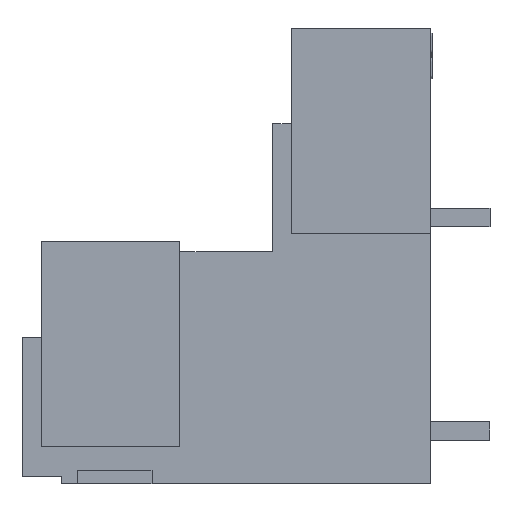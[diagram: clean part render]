
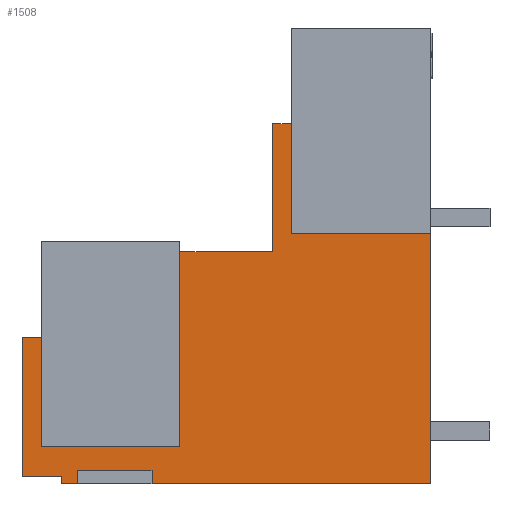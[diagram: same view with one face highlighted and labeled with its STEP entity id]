
A CAD part, left-side view. The second image highlights one B-rep face of the part: STEP entity #1508.
In plain terms, the highlighted planar face has unit normal (-1, 0, 0).
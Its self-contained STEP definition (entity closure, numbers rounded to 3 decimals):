
#1390=AXIS2_PLACEMENT_3D('Plane Axis2P3D',#1387,#1388,#1389) ;
#124=CARTESIAN_POINT('Vertex',(3.45,16.7,12.5)) ;
#127=CARTESIAN_POINT('Line Origine',(3.45,14.2,12.5)) ;
#131=CARTESIAN_POINT('Vertex',(3.45,11.7,12.5)) ;
#447=CARTESIAN_POINT('Line Origine',(3.45,24.175,4.95)) ;
#451=CARTESIAN_POINT('Vertex',(3.45,24.175,7.9)) ;
#453=CARTESIAN_POINT('Vertex',(3.45,24.175,2.)) ;
#1050=CARTESIAN_POINT('Line Origine',(3.45,20.438,2.)) ;
#1054=CARTESIAN_POINT('Vertex',(3.45,16.7,2.)) ;
#1126=CARTESIAN_POINT('Line Origine',(3.45,16.7,7.25)) ;
#1387=CARTESIAN_POINT('Axis2P3D Location',(3.45,3.2,0.4)) ;
#1392=CARTESIAN_POINT('Line Origine',(3.45,10.7,0.)) ;
#1396=CARTESIAN_POINT('Vertex',(3.45,18.2,0.)) ;
#1398=CARTESIAN_POINT('Vertex',(3.45,3.2,0.)) ;
#1401=CARTESIAN_POINT('Line Origine',(3.45,3.2,6.75)) ;
#1405=CARTESIAN_POINT('Vertex',(3.45,3.2,13.5)) ;
#1408=CARTESIAN_POINT('Line Origine',(3.45,6.95,13.5)) ;
#1412=CARTESIAN_POINT('Vertex',(3.45,10.7,13.5)) ;
#1415=CARTESIAN_POINT('Line Origine',(3.45,10.7,16.45)) ;
#1419=CARTESIAN_POINT('Vertex',(3.45,10.7,19.4)) ;
#1422=CARTESIAN_POINT('Line Origine',(3.45,11.2,19.4)) ;
#1426=CARTESIAN_POINT('Vertex',(3.45,11.7,19.4)) ;
#1429=CARTESIAN_POINT('Line Origine',(3.45,11.7,15.95)) ;
#1434=CARTESIAN_POINT('Line Origine',(3.45,24.687,7.9)) ;
#1438=CARTESIAN_POINT('Vertex',(3.45,25.2,7.9)) ;
#1441=CARTESIAN_POINT('Line Origine',(3.45,25.2,4.15)) ;
#1445=CARTESIAN_POINT('Vertex',(3.45,25.2,0.4)) ;
#1448=CARTESIAN_POINT('Line Origine',(3.45,24.145,0.4)) ;
#1452=CARTESIAN_POINT('Vertex',(3.45,23.09,0.4)) ;
#1455=CARTESIAN_POINT('Line Origine',(3.45,23.09,0.2)) ;
#1459=CARTESIAN_POINT('Vertex',(3.45,23.09,0.)) ;
#1462=CARTESIAN_POINT('Line Origine',(3.45,22.645,0.)) ;
#1466=CARTESIAN_POINT('Vertex',(3.45,22.2,0.)) ;
#1469=CARTESIAN_POINT('Line Origine',(3.45,22.2,0.35)) ;
#1473=CARTESIAN_POINT('Vertex',(3.45,22.2,0.7)) ;
#1476=CARTESIAN_POINT('Line Origine',(3.45,20.2,0.7)) ;
#1480=CARTESIAN_POINT('Vertex',(3.45,18.2,0.7)) ;
#1483=CARTESIAN_POINT('Line Origine',(3.45,18.2,0.35)) ;
#128=DIRECTION('Vector Direction',(0.,1.,0.)) ;
#448=DIRECTION('Vector Direction',(0.,0.,-1.)) ;
#1051=DIRECTION('Vector Direction',(0.,-1.,0.)) ;
#1127=DIRECTION('Vector Direction',(0.,0.,-1.)) ;
#1388=DIRECTION('Axis2P3D Direction',(-1.,0.,0.)) ;
#1389=DIRECTION('Axis2P3D XDirection',(0.,0.,-1.)) ;
#1393=DIRECTION('Vector Direction',(0.,-1.,0.)) ;
#1402=DIRECTION('Vector Direction',(0.,0.,1.)) ;
#1409=DIRECTION('Vector Direction',(0.,-1.,0.)) ;
#1416=DIRECTION('Vector Direction',(0.,0.,-1.)) ;
#1423=DIRECTION('Vector Direction',(0.,1.,0.)) ;
#1430=DIRECTION('Vector Direction',(0.,0.,-1.)) ;
#1435=DIRECTION('Vector Direction',(0.,1.,0.)) ;
#1442=DIRECTION('Vector Direction',(0.,0.,-1.)) ;
#1449=DIRECTION('Vector Direction',(0.,-1.,0.)) ;
#1456=DIRECTION('Vector Direction',(0.,0.,-1.)) ;
#1463=DIRECTION('Vector Direction',(0.,-1.,0.)) ;
#1470=DIRECTION('Vector Direction',(0.,0.,1.)) ;
#1477=DIRECTION('Vector Direction',(0.,-1.,0.)) ;
#1484=DIRECTION('Vector Direction',(0.,0.,1.)) ;
#129=VECTOR('Line Direction',#128,1.) ;
#449=VECTOR('Line Direction',#448,1.) ;
#1052=VECTOR('Line Direction',#1051,1.) ;
#1128=VECTOR('Line Direction',#1127,1.) ;
#1394=VECTOR('Line Direction',#1393,1.) ;
#1403=VECTOR('Line Direction',#1402,1.) ;
#1410=VECTOR('Line Direction',#1409,1.) ;
#1417=VECTOR('Line Direction',#1416,1.) ;
#1424=VECTOR('Line Direction',#1423,1.) ;
#1431=VECTOR('Line Direction',#1430,1.) ;
#1436=VECTOR('Line Direction',#1435,1.) ;
#1443=VECTOR('Line Direction',#1442,1.) ;
#1450=VECTOR('Line Direction',#1449,1.) ;
#1457=VECTOR('Line Direction',#1456,1.) ;
#1464=VECTOR('Line Direction',#1463,1.) ;
#1471=VECTOR('Line Direction',#1470,1.) ;
#1478=VECTOR('Line Direction',#1477,1.) ;
#1485=VECTOR('Line Direction',#1484,1.) ;
#1489=ORIENTED_EDGE('',*,*,#1400,.T.) ;
#1490=ORIENTED_EDGE('',*,*,#1407,.T.) ;
#1491=ORIENTED_EDGE('',*,*,#1414,.F.) ;
#1492=ORIENTED_EDGE('',*,*,#1421,.F.) ;
#1493=ORIENTED_EDGE('',*,*,#1428,.T.) ;
#1494=ORIENTED_EDGE('',*,*,#1433,.T.) ;
#1495=ORIENTED_EDGE('',*,*,#133,.T.) ;
#1496=ORIENTED_EDGE('',*,*,#1130,.T.) ;
#1497=ORIENTED_EDGE('',*,*,#1056,.F.) ;
#1498=ORIENTED_EDGE('',*,*,#455,.F.) ;
#1499=ORIENTED_EDGE('',*,*,#1440,.T.) ;
#1500=ORIENTED_EDGE('',*,*,#1447,.T.) ;
#1501=ORIENTED_EDGE('',*,*,#1454,.T.) ;
#1502=ORIENTED_EDGE('',*,*,#1461,.T.) ;
#1503=ORIENTED_EDGE('',*,*,#1468,.T.) ;
#1504=ORIENTED_EDGE('',*,*,#1475,.T.) ;
#1505=ORIENTED_EDGE('',*,*,#1482,.T.) ;
#1506=ORIENTED_EDGE('',*,*,#1487,.F.) ;
#1508=ADVANCED_FACE('HOUSING',(#1507),#1391,.T.) ;
#133=EDGE_CURVE('',#132,#125,#130,.T.) ;
#455=EDGE_CURVE('',#452,#454,#450,.T.) ;
#1056=EDGE_CURVE('',#454,#1055,#1053,.T.) ;
#1130=EDGE_CURVE('',#125,#1055,#1129,.T.) ;
#1400=EDGE_CURVE('',#1397,#1399,#1395,.T.) ;
#1407=EDGE_CURVE('',#1399,#1406,#1404,.T.) ;
#1414=EDGE_CURVE('',#1413,#1406,#1411,.T.) ;
#1421=EDGE_CURVE('',#1420,#1413,#1418,.T.) ;
#1428=EDGE_CURVE('',#1420,#1427,#1425,.T.) ;
#1433=EDGE_CURVE('',#1427,#132,#1432,.T.) ;
#1440=EDGE_CURVE('',#452,#1439,#1437,.T.) ;
#1447=EDGE_CURVE('',#1439,#1446,#1444,.T.) ;
#1454=EDGE_CURVE('',#1446,#1453,#1451,.T.) ;
#1461=EDGE_CURVE('',#1453,#1460,#1458,.T.) ;
#1468=EDGE_CURVE('',#1460,#1467,#1465,.T.) ;
#1475=EDGE_CURVE('',#1467,#1474,#1472,.T.) ;
#1482=EDGE_CURVE('',#1474,#1481,#1479,.T.) ;
#1487=EDGE_CURVE('',#1397,#1481,#1486,.T.) ;
#1488=EDGE_LOOP('',(#1489,#1490,#1491,#1492,#1493,#1494,#1495,#1496,#1497,#1498,#1499,#1500,#1501,#1502,#1503,#1504,#1505,#1506)) ;
#1507=FACE_OUTER_BOUND('',#1488,.T.) ;
#130=LINE('Line',#127,#129) ;
#450=LINE('Line',#447,#449) ;
#1053=LINE('Line',#1050,#1052) ;
#1129=LINE('Line',#1126,#1128) ;
#1395=LINE('Line',#1392,#1394) ;
#1404=LINE('Line',#1401,#1403) ;
#1411=LINE('Line',#1408,#1410) ;
#1418=LINE('Line',#1415,#1417) ;
#1425=LINE('Line',#1422,#1424) ;
#1432=LINE('Line',#1429,#1431) ;
#1437=LINE('Line',#1434,#1436) ;
#1444=LINE('Line',#1441,#1443) ;
#1451=LINE('Line',#1448,#1450) ;
#1458=LINE('Line',#1455,#1457) ;
#1465=LINE('Line',#1462,#1464) ;
#1472=LINE('Line',#1469,#1471) ;
#1479=LINE('Line',#1476,#1478) ;
#1486=LINE('Line',#1483,#1485) ;
#1391=PLANE('',#1390) ;
#125=VERTEX_POINT('',#124) ;
#132=VERTEX_POINT('',#131) ;
#452=VERTEX_POINT('',#451) ;
#454=VERTEX_POINT('',#453) ;
#1055=VERTEX_POINT('',#1054) ;
#1397=VERTEX_POINT('',#1396) ;
#1399=VERTEX_POINT('',#1398) ;
#1406=VERTEX_POINT('',#1405) ;
#1413=VERTEX_POINT('',#1412) ;
#1420=VERTEX_POINT('',#1419) ;
#1427=VERTEX_POINT('',#1426) ;
#1439=VERTEX_POINT('',#1438) ;
#1446=VERTEX_POINT('',#1445) ;
#1453=VERTEX_POINT('',#1452) ;
#1460=VERTEX_POINT('',#1459) ;
#1467=VERTEX_POINT('',#1466) ;
#1474=VERTEX_POINT('',#1473) ;
#1481=VERTEX_POINT('',#1480) ;
